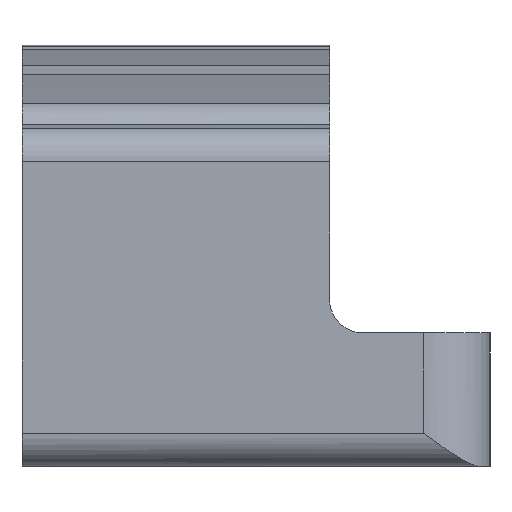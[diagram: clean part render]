
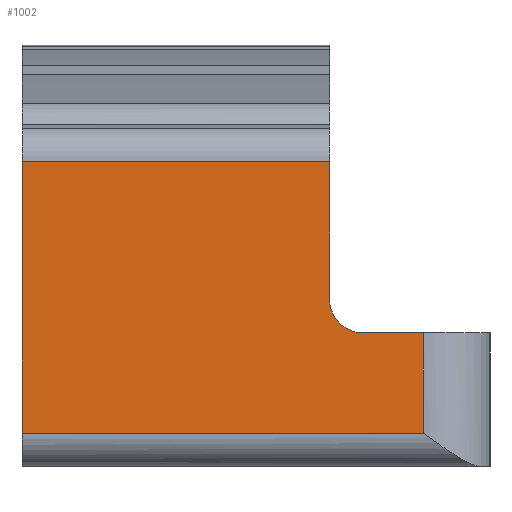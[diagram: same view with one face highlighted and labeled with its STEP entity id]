
A CAD part, left-side view. The second image highlights one B-rep face of the part: STEP entity #1002.
In plain terms, the highlighted planar face has unit normal (-1, 0, 0).
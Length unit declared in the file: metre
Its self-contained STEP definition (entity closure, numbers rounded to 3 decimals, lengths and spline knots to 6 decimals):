
#16=PLANE('',#1132);
#54=LINE('',#1579,#134);
#80=LINE('',#1708,#160);
#90=LINE('',#1744,#170);
#91=LINE('',#1745,#171);
#92=LINE('',#1747,#172);
#93=LINE('',#1749,#173);
#134=VECTOR('',#1239,1.);
#160=VECTOR('',#1343,1.);
#170=VECTOR('',#1381,1.);
#171=VECTOR('',#1382,1.);
#172=VECTOR('',#1383,1.);
#173=VECTOR('',#1384,1.);
#329=ORIENTED_EDGE('',*,*,#546,.T.);
#330=ORIENTED_EDGE('',*,*,#630,.T.);
#331=ORIENTED_EDGE('',*,*,#610,.F.);
#332=ORIENTED_EDGE('',*,*,#631,.T.);
#333=ORIENTED_EDGE('',*,*,#632,.T.);
#334=ORIENTED_EDGE('',*,*,#633,.F.);
#335=ORIENTED_EDGE('',*,*,#634,.T.);
#546=EDGE_CURVE('',#700,#699,#54,.T.);
#610=EDGE_CURVE('',#763,#764,#80,.T.);
#630=EDGE_CURVE('',#699,#764,#90,.F.);
#631=EDGE_CURVE('',#763,#776,#91,.F.);
#632=EDGE_CURVE('',#776,#777,#92,.F.);
#633=EDGE_CURVE('',#778,#777,#93,.T.);
#634=EDGE_CURVE('',#778,#700,#847,.F.);
#699=VERTEX_POINT('',#1578);
#700=VERTEX_POINT('',#1580);
#763=VERTEX_POINT('',#1707);
#764=VERTEX_POINT('',#1709);
#776=VERTEX_POINT('',#1746);
#777=VERTEX_POINT('',#1748);
#778=VERTEX_POINT('',#1750);
#847=CIRCLE('',#1133,0.0005);
#867=EDGE_LOOP('',(#329,#330,#331,#332,#333,#334,#335));
#922=FACE_BOUND('',#867,.T.);
#1002=ADVANCED_FACE('',(#922),#16,.T.);
#1132=AXIS2_PLACEMENT_3D('',#1743,#1379,#1380);
#1133=AXIS2_PLACEMENT_3D('',#1751,#1385,#1386);
#1239=DIRECTION('',(0.,0.,1.));
#1343=DIRECTION('',(0.,0.,1.));
#1379=DIRECTION('',(-1.,0.,0.));
#1380=DIRECTION('',(0.,0.,1.));
#1381=DIRECTION('',(0.,-1.,0.));
#1382=DIRECTION('',(0.,1.,0.));
#1383=DIRECTION('',(0.,0.,-1.));
#1384=DIRECTION('',(0.,-1.,0.));
#1385=DIRECTION('',(-1.,0.,0.));
#1386=DIRECTION('',(0.,0.,1.));
#1578=CARTESIAN_POINT('',(0.,-0.0046,0.004563));
#1579=CARTESIAN_POINT('',(0.,-0.0046,0.002));
#1580=CARTESIAN_POINT('',(0.,-0.0046,0.0025));
#1707=CARTESIAN_POINT('',(0.,0.,0.0005));
#1708=CARTESIAN_POINT('',(0.,0.,0.002));
#1709=CARTESIAN_POINT('',(0.,0.,0.004563));
#1743=CARTESIAN_POINT('',(0.,-0.0046,0.002));
#1744=CARTESIAN_POINT('',(0.,0.,0.004563));
#1745=CARTESIAN_POINT('',(0.,-0.0046,0.0005));
#1746=CARTESIAN_POINT('',(0.,-0.006,0.0005));
#1747=CARTESIAN_POINT('',(0.,-0.006,0.002));
#1748=CARTESIAN_POINT('',(0.,-0.006,0.002));
#1749=CARTESIAN_POINT('',(0.,-0.0058,0.002));
#1750=CARTESIAN_POINT('',(0.,-0.0051,0.002));
#1751=CARTESIAN_POINT('',(0.,-0.0051,0.0025));
